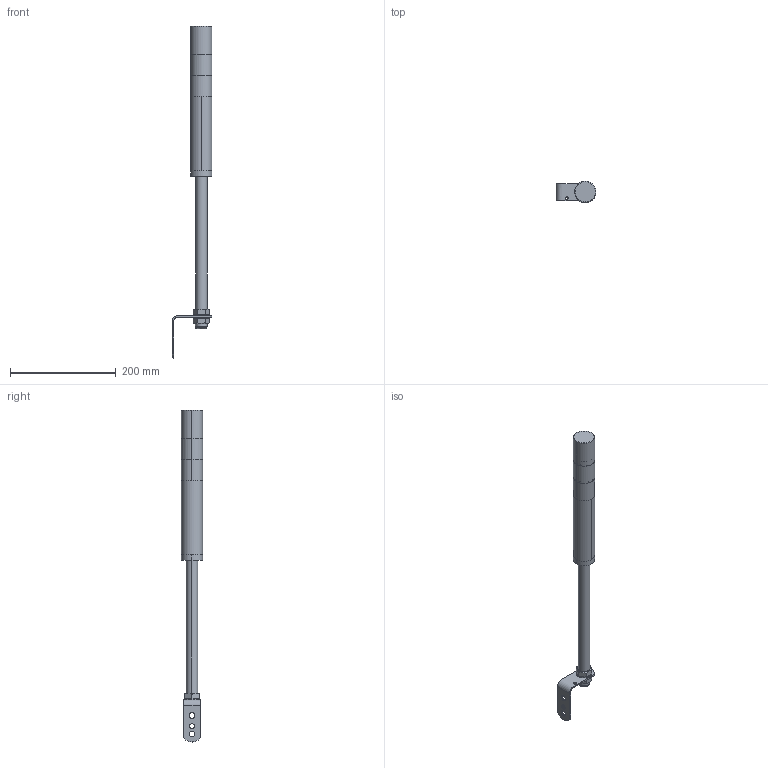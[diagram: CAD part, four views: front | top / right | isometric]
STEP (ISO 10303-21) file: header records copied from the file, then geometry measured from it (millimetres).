
FILE_DESCRIPTION (( 'STEP AP214' ), '1' );
FILE_NAME ('LR4-2M2LJBW-RG.step', '2018-07-03T11:50:48', ( '' ), ( '' ), 'SwSTEP 2.0', 'SolidWorks 2017', '' );
FILE_SCHEMA (( 'AUTOMOTIVE_DESIGN' ));
Length unit declared in the file: inch
Products named in the file (1): LR4-2M2LJBW-RG
Bounding box: 75 x 40 x 626.5 mm (x, y, z)
Volume: 420943.6 mm3; surface area: 115777.8 mm2
Topology: 11 solids, 11 shells, 143 faces, 306 edges, 202 vertices
Faces by surface type: cylinder 77, plane 52, bspline 10, cone 4
Entity records: 7977 total; most frequent: CARTESIAN_POINT 2750, DIRECTION 704, ORIENTED_EDGE 612, EDGE_CURVE 306, AXIS2_PLACEMENT_3D 296, VERTEX_POINT 202, EDGE_LOOP 186, CIRCLE 162
